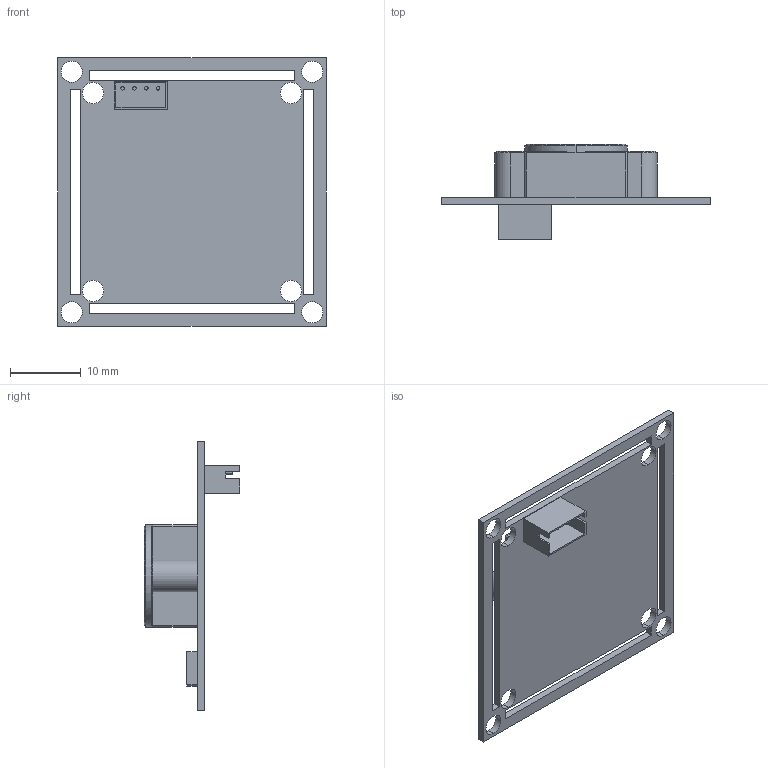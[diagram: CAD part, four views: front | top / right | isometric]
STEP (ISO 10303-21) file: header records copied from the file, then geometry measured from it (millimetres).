
FILE_DESCRIPTION (( 'STEP AP214' ), '1' );
FILE_NAME ('B0197.STEP', '2022-05-27T03:29:47', ( '' ), ( '' ), 'SwSTEP 2.0', 'SolidWorks 2021', '' );
FILE_SCHEMA (( 'AUTOMOTIVE_DESIGN' ));
Length unit declared in the file: millimetre
Products named in the file (1): B0197
Bounding box: 38 x 13.5 x 38 mm (x, y, z)
Volume: 2778.6 mm3; surface area: 3962.6 mm2
Topology: 4 solids, 4 shells, 194 faces, 461 edges, 298 vertices
Faces by surface type: plane 115, cylinder 67, cone 8, sphere 4
Entity records: 5708 total; most frequent: DIRECTION 1005, CARTESIAN_POINT 966, ORIENTED_EDGE 922, EDGE_CURVE 461, AXIS2_PLACEMENT_3D 353, VECTOR 299, LINE 299, VERTEX_POINT 298
